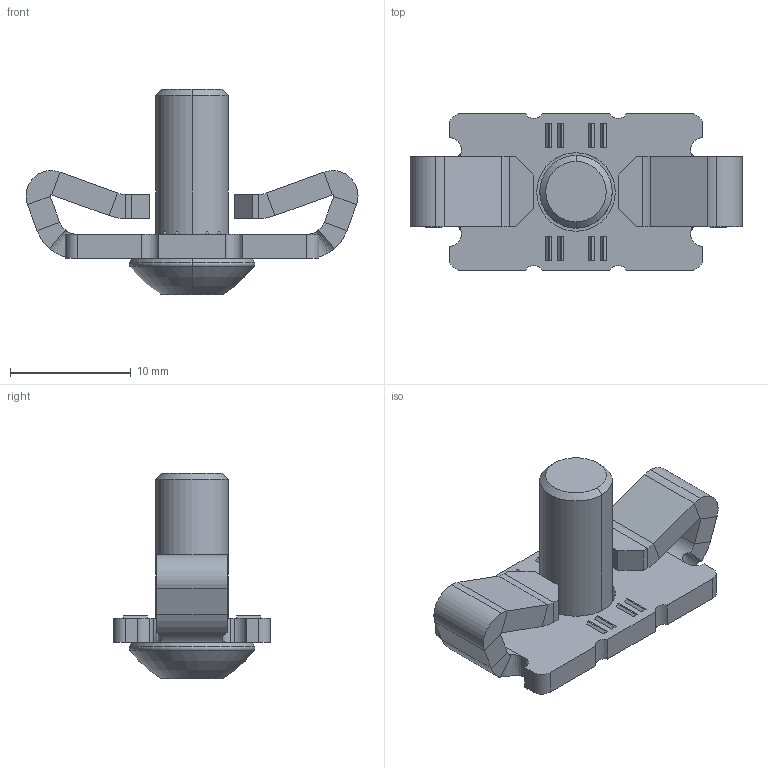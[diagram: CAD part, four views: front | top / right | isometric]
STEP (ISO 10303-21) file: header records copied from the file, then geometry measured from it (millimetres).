
FILE_DESCRIPTION (( 'STEP AP214' ), '1' );
FILE_NAME ('099f0630m06.STEP', '2013-08-30T13:27:12', ( 'User' ), ( '' ), 'SwSTEP 2.0', 'SolidWorks 2012', '' );
FILE_SCHEMA (( 'AUTOMOTIVE_DESIGN' ));
Length unit declared in the file: millimetre
Products named in the file (3): 4iso7380m0614m_4 iso 7380 m06 20 m; 099f0630m06; 092039_092 039
Assembly tree (2 placements, depth 2):
  099f0630m06
    092039_092 039
    4iso7380m0614m_4 iso 7380 m06 20 m
Bounding box: 27.5 x 13 x 17 mm (x, y, z)
Volume: 1329.7 mm3; surface area: 1613 mm2
Topology: 2 solids, 2 shells, 154 faces, 364 edges, 224 vertices
Faces by surface type: plane 104, cylinder 36, torus 6, bspline 4, cone 4
Entity records: 4738 total; most frequent: CARTESIAN_POINT 1043, DIRECTION 748, ORIENTED_EDGE 728, EDGE_CURVE 364, VECTOR 258, LINE 258, AXIS2_PLACEMENT_3D 245, VERTEX_POINT 224
